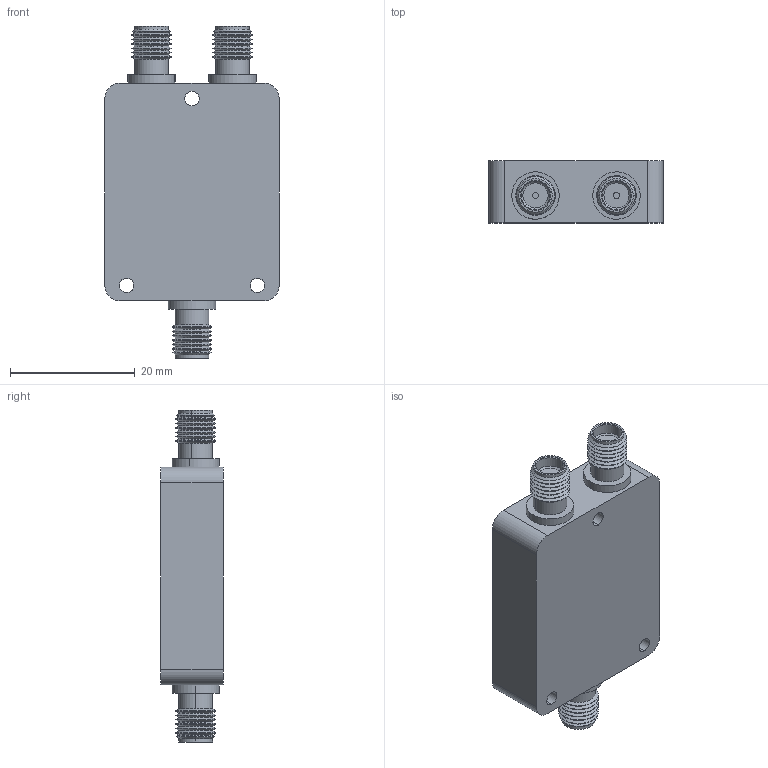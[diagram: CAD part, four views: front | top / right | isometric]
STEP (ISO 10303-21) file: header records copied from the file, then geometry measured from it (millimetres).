
FILE_DESCRIPTION (( 'STEP AP214' ), '1' );
FILE_NAME ('MP8305-2_3D.STEP', '2022-03-25T15:00:45', ( '' ), ( '' ), 'SwSTEP 2.0', 'SolidWorks 2021', '' );
FILE_SCHEMA (( 'AUTOMOTIVE_DESIGN' ));
Length unit declared in the file: millimetre
Products named in the file (3): Copy of PE20DV008-SMA CON^MP8305-2; MP8305-2_3D; Copy of PE20DV008-Body^MP8305-2
Assembly tree (4 placements, depth 2):
  MP8305-2_3D
    Copy of PE20DV008-Body^MP8305-2
    Copy of PE20DV008-SMA CON^MP8305-2  x3
Bounding box: 28 x 10 x 53.3 mm (x, y, z)
Volume: 10266.4 mm3; surface area: 4506.3 mm2
Topology: 4 solids, 4 shells, 238 faces, 480 edges, 262 vertices
Faces by surface type: cylinder 118, cone 96, plane 24
Entity records: 2664 total; most frequent: DIRECTION 512, CARTESIAN_POINT 417, ORIENTED_EDGE 400, AXIS2_PLACEMENT_3D 209, EDGE_CURVE 200, VERTEX_POINT 114, EDGE_LOOP 108, CIRCLE 106
